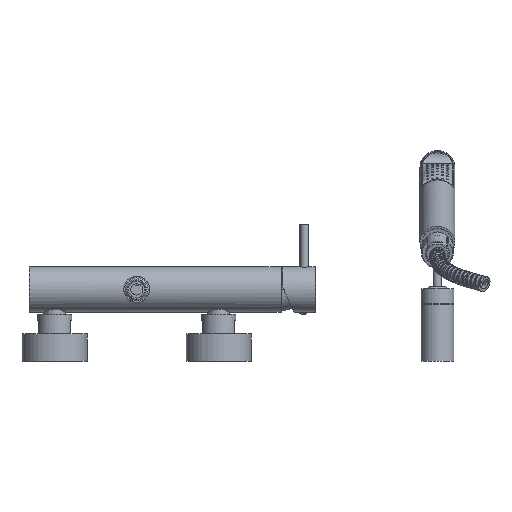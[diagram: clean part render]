
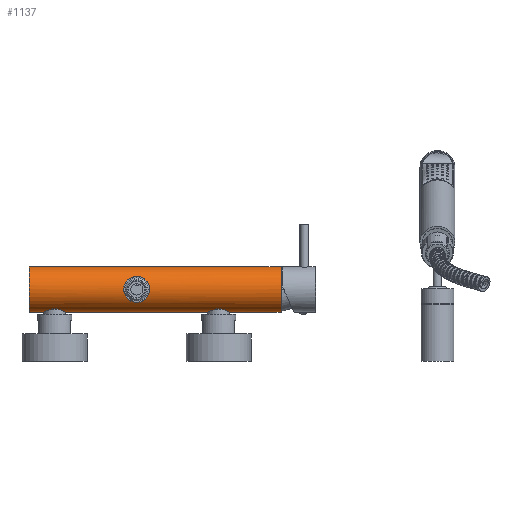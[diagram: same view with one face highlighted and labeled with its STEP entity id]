
A CAD part, front view. The second image highlights one B-rep face of the part: STEP entity #1137.
In plain terms, the highlighted cylindrical face has radius 20.75 mm (diameter 41.5 mm), a partial arc.
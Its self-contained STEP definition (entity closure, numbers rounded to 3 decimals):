
#39=CARTESIAN_POINT('',(132.,0.,0.));
#40=DIRECTION('',(1.,0.,0.));
#41=DIRECTION('',(0.,0.,1.));
#42=AXIS2_PLACEMENT_3D('',#39,#40,#41);
#54=CARTESIAN_POINT('',(-85.,0.,-20.75));
#72=CARTESIAN_POINT('',(-65.,0.,-20.75));
#74=DIRECTION('',(1.,0.,0.));
#75=VECTOR('',#74,130.);
#76=CARTESIAN_POINT('',(-65.,0.,-20.75));
#77=LINE('',#76,#75);
#78=CARTESIAN_POINT('',(65.,0.,-20.75));
#96=CARTESIAN_POINT('',(85.,0.,-20.75));
#98=DIRECTION('',(1.,0.,0.));
#99=VECTOR('',#98,47.);
#100=CARTESIAN_POINT('',(85.,0.,-20.75));
#101=LINE('',#100,#99);
#107=DIRECTION('',(1.,0.,0.));
#108=VECTOR('',#107,13.);
#109=CARTESIAN_POINT('',(-98.,0.,-20.75));
#110=LINE('',#109,#108);
#111=CARTESIAN_POINT('',(-65.,0.,-20.75));
#112=CARTESIAN_POINT('',(-65.,-0.673,-20.75));
#113=CARTESIAN_POINT('',(-65.133,-1.991,
-20.685));
#114=CARTESIAN_POINT('',(-65.72,-3.898,
-20.409));
#115=CARTESIAN_POINT('',(-66.652,-5.619,
-19.998));
#116=CARTESIAN_POINT('',(-67.891,-7.122,
-19.508));
#117=CARTESIAN_POINT('',(-69.398,-8.36,
-19.004));
#118=CARTESIAN_POINT('',(-71.13,-9.291,
-18.56));
#119=CARTESIAN_POINT('',(-73.044,-9.875,
-18.251));
#120=CARTESIAN_POINT('',(-75.059,-10.068,
-18.143));
#121=CARTESIAN_POINT('',(-77.078,-9.851,
-18.264));
#122=CARTESIAN_POINT('',(-78.99,-9.24,
-18.586));
#123=CARTESIAN_POINT('',(-80.697,-8.294,
-19.033));
#124=CARTESIAN_POINT('',(-82.175,-7.054,
-19.532));
#125=CARTESIAN_POINT('',(-83.386,-5.56,
-20.014));
#126=CARTESIAN_POINT('',(-84.297,-3.852,
-20.417));
#127=CARTESIAN_POINT('',(-84.87,-1.967,
-20.687));
#128=CARTESIAN_POINT('',(-85.,-0.665,-20.75));
#129=CARTESIAN_POINT('',(-85.,0.,-20.75));
#131=CARTESIAN_POINT('',(-98.,0.,0.));
#132=DIRECTION('',(1.,0.,0.));
#133=DIRECTION('',(0.,0.,1.));
#134=AXIS2_PLACEMENT_3D('',#131,#132,#133);
#136=DIRECTION('',(1.,0.,0.));
#137=VECTOR('',#136,230.);
#138=CARTESIAN_POINT('',(-98.,0.,20.75));
#139=LINE('',#138,#137);
#140=CARTESIAN_POINT('',(85.,0.,-20.75));
#141=CARTESIAN_POINT('',(85.,-0.665,-20.75));
#142=CARTESIAN_POINT('',(84.87,-1.967,-20.687));
#143=CARTESIAN_POINT('',(84.297,-3.852,-20.417));
#144=CARTESIAN_POINT('',(83.386,-5.56,-20.014));
#145=CARTESIAN_POINT('',(82.175,-7.054,-19.532));
#146=CARTESIAN_POINT('',(80.697,-8.294,-19.033));
#147=CARTESIAN_POINT('',(78.99,-9.24,-18.586));
#148=CARTESIAN_POINT('',(77.078,-9.851,-18.264));
#149=CARTESIAN_POINT('',(75.059,-10.068,-18.143));
#150=CARTESIAN_POINT('',(73.044,-9.875,-18.251));
#151=CARTESIAN_POINT('',(71.13,-9.291,-18.56));
#152=CARTESIAN_POINT('',(69.398,-8.36,-19.004));
#153=CARTESIAN_POINT('',(67.891,-7.122,-19.508));
#154=CARTESIAN_POINT('',(66.652,-5.619,-19.998));
#155=CARTESIAN_POINT('',(65.72,-3.898,-20.409));
#156=CARTESIAN_POINT('',(65.133,-1.991,-20.685));
#157=CARTESIAN_POINT('',(65.,-0.673,-20.75));
#158=CARTESIAN_POINT('',(65.,0.,-20.75));
#160=CARTESIAN_POINT('',(0.,-16.928,-12.));
#161=CARTESIAN_POINT('',(0.764,-16.928,-12.));
#162=CARTESIAN_POINT('',(2.298,-17.032,-11.856));
#163=CARTESIAN_POINT('',(4.634,-17.502,-11.165));
#164=CARTESIAN_POINT('',(6.952,-18.261,-9.906));
#165=CARTESIAN_POINT('',(9.005,-19.152,-8.086));
#166=CARTESIAN_POINT('',(10.551,-19.938,-5.91));
#167=CARTESIAN_POINT('',(11.542,-20.486,-3.58));
#168=CARTESIAN_POINT('',(12.02,-20.762,-1.197));
#169=CARTESIAN_POINT('',(12.02,-20.762,1.197));
#170=CARTESIAN_POINT('',(11.542,-20.486,3.581));
#171=CARTESIAN_POINT('',(10.55,-19.938,5.91));
#172=CARTESIAN_POINT('',(9.005,-19.152,8.086));
#173=CARTESIAN_POINT('',(6.952,-18.261,9.906));
#174=CARTESIAN_POINT('',(4.633,-17.502,11.165));
#175=CARTESIAN_POINT('',(2.298,-17.032,11.856));
#176=CARTESIAN_POINT('',(0.764,-16.928,12.));
#177=CARTESIAN_POINT('',(0.,-16.928,12.));
#179=CARTESIAN_POINT('',(0.,-16.928,12.));
#180=CARTESIAN_POINT('',(-0.764,-16.928,12.));
#181=CARTESIAN_POINT('',(-2.298,-17.032,11.856));
#182=CARTESIAN_POINT('',(-4.634,-17.502,11.165));
#183=CARTESIAN_POINT('',(-6.952,-18.261,9.906));
#184=CARTESIAN_POINT('',(-9.005,-19.152,8.086));
#185=CARTESIAN_POINT('',(-10.551,-19.938,5.91));
#186=CARTESIAN_POINT('',(-11.542,-20.486,3.58));
#187=CARTESIAN_POINT('',(-12.02,-20.762,1.197));
#188=CARTESIAN_POINT('',(-12.02,-20.762,
-1.197));
#189=CARTESIAN_POINT('',(-11.542,-20.486,
-3.581));
#190=CARTESIAN_POINT('',(-10.55,-19.938,
-5.91));
#191=CARTESIAN_POINT('',(-9.005,-19.152,
-8.086));
#192=CARTESIAN_POINT('',(-6.952,-18.261,
-9.906));
#193=CARTESIAN_POINT('',(-4.633,-17.502,
-11.165));
#194=CARTESIAN_POINT('',(-2.298,-17.032,
-11.856));
#195=CARTESIAN_POINT('',(-0.764,-16.928,-12.));
#196=CARTESIAN_POINT('',(0.,-16.928,-12.));
#935=CARTESIAN_POINT('',(132.,0.,-20.75));
#936=CARTESIAN_POINT('',(132.,0.,20.75));
#937=VERTEX_POINT('',#935);
#938=VERTEX_POINT('',#936);
#939=CARTESIAN_POINT('',(-98.,0.,-20.75));
#940=CARTESIAN_POINT('',(-98.,0.,20.75));
#941=VERTEX_POINT('',#939);
#942=VERTEX_POINT('',#940);
#961=VERTEX_POINT('',#78);
#962=VERTEX_POINT('',#96);
#969=VERTEX_POINT('',#72);
#970=VERTEX_POINT('',#54);
#1030=VERTEX_POINT('',#160);
#1031=VERTEX_POINT('',#177);
#1113=CARTESIAN_POINT('',(-98.,0.,0.));
#1114=DIRECTION('',(1.,0.,0.));
#1115=DIRECTION('',(0.,0.,-1.));
#1116=AXIS2_PLACEMENT_3D('',#1113,#1114,#1115);
#1117=CYLINDRICAL_SURFACE('',#1116,20.75);
#1119=ORIENTED_EDGE('',*,*,#1118,.T.);
#1120=ORIENTED_EDGE('',*,*,#1096,.F.);
#1122=ORIENTED_EDGE('',*,*,#1121,.F.);
#1123=ORIENTED_EDGE('',*,*,#1092,.T.);
#1124=ORIENTED_EDGE('',*,*,#1055,.T.);
#1125=ORIENTED_EDGE('',*,*,#1089,.F.);
#1127=ORIENTED_EDGE('',*,*,#1126,.T.);
#1128=ORIENTED_EDGE('',*,*,#1085,.F.);
#1129=EDGE_LOOP('',(#1119,#1120,#1122,#1123,#1124,#1125,#1127,#1128));
#1130=FACE_OUTER_BOUND('',#1129,.F.);
#1132=ORIENTED_EDGE('',*,*,#1131,.T.);
#1134=ORIENTED_EDGE('',*,*,#1133,.T.);
#1135=EDGE_LOOP('',(#1132,#1134));
#1136=FACE_BOUND('',#1135,.F.);
#1137=ADVANCED_FACE('',(#1130,#1136),#1117,.T.);
#43=CIRCLE('',#42,20.75);
#130=B_SPLINE_CURVE_WITH_KNOTS('',3,(#111,#112,#113,#114,#115,#116,#117,#118,
#119,#120,#121,#122,#123,#124,#125,#126,#127,#128,#129),.UNSPECIFIED.,.F.,.F.,
(4,1,1,1,1,1,1,1,1,1,1,1,1,1,1,1,4),(0.,0.063,0.125,0.188,0.25,
0.313,0.375,0.438,0.5,0.563,0.625,0.688,0.75,0.813,
0.875,0.938,1.),.UNSPECIFIED.);
#135=CIRCLE('',#134,20.75);
#159=B_SPLINE_CURVE_WITH_KNOTS('',3,(#140,#141,#142,#143,#144,#145,#146,#147,
#148,#149,#150,#151,#152,#153,#154,#155,#156,#157,#158),.UNSPECIFIED.,.F.,.F.,
(4,1,1,1,1,1,1,1,1,1,1,1,1,1,1,1,4),(0.,0.063,0.125,0.188,0.25,
0.313,0.375,0.438,0.5,0.563,0.625,0.688,0.75,0.813,
0.875,0.938,1.),.UNSPECIFIED.);
#178=B_SPLINE_CURVE_WITH_KNOTS('',3,(#160,#161,#162,#163,#164,#165,#166,#167,
#168,#169,#170,#171,#172,#173,#174,#175,#176,#177),.UNSPECIFIED.,.F.,.F.,(4,1,1,
1,1,1,1,1,1,1,1,1,1,1,1,4),(0.,0.067,0.133,0.2,
0.267,0.333,0.4,0.467,0.533,
0.6,0.667,0.733,0.8,0.867,
0.933,1.),.UNSPECIFIED.);
#197=B_SPLINE_CURVE_WITH_KNOTS('',3,(#179,#180,#181,#182,#183,#184,#185,#186,
#187,#188,#189,#190,#191,#192,#193,#194,#195,#196),.UNSPECIFIED.,.F.,.F.,(4,1,1,
1,1,1,1,1,1,1,1,1,1,1,1,4),(0.,0.067,0.133,0.2,
0.267,0.333,0.4,0.467,0.533,
0.6,0.667,0.733,0.8,0.867,
0.933,1.),.UNSPECIFIED.);
#1055=EDGE_CURVE('',#938,#937,#43,.T.);
#1085=EDGE_CURVE('',#969,#961,#77,.T.);
#1089=EDGE_CURVE('',#962,#937,#101,.T.);
#1092=EDGE_CURVE('',#942,#938,#139,.T.);
#1096=EDGE_CURVE('',#941,#970,#110,.T.);
#1118=EDGE_CURVE('',#969,#970,#130,.T.);
#1121=EDGE_CURVE('',#942,#941,#135,.T.);
#1126=EDGE_CURVE('',#962,#961,#159,.T.);
#1131=EDGE_CURVE('',#1030,#1031,#178,.T.);
#1133=EDGE_CURVE('',#1031,#1030,#197,.T.);
